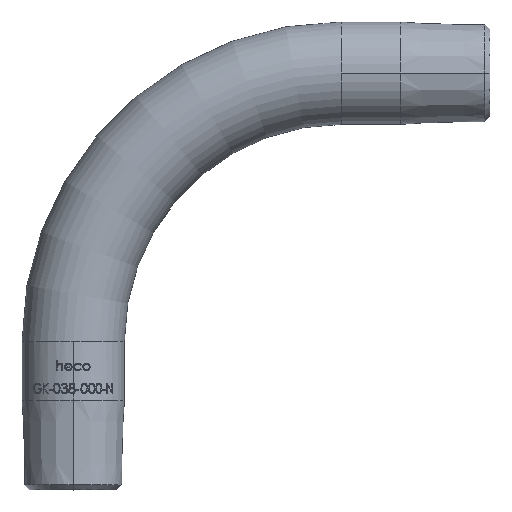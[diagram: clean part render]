
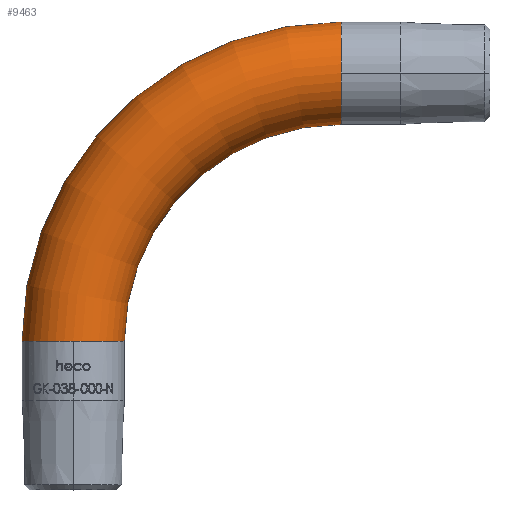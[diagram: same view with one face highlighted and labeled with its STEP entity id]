
A CAD part, top view. The second image highlights one B-rep face of the part: STEP entity #9463.
In plain terms, the highlighted toroidal (fillet/blend) face has major radius 45 mm and minor radius 8.6 mm.
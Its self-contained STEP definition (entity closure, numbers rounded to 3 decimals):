
#108 = CARTESIAN_POINT ( 'NONE',  ( 0., -45., 8.6 ) ) ;
#254 = DIRECTION ( 'NONE',  ( 0., 0., 1. ) ) ;
#1193 = DIRECTION ( 'NONE',  ( 0., 0., 1. ) ) ;
#1255 = VERTEX_POINT ( 'NONE', #108 ) ;
#1676 = EDGE_CURVE ( 'NONE', #5878, #16436, #18816, .T. ) ;
#2579 = CARTESIAN_POINT ( 'NONE',  ( 45., -45., 0. ) ) ;
#2796 = CARTESIAN_POINT ( 'NONE',  ( 8.6, -45., 0. ) ) ;
#2874 = AXIS2_PLACEMENT_3D ( 'NONE', #6392, #6602, #16614 ) ;
#2910 = CARTESIAN_POINT ( 'NONE',  ( 45., -8.6, 0. ) ) ;
#2981 = CARTESIAN_POINT ( 'NONE',  ( 0., -45., 0. ) ) ;
#3144 = EDGE_CURVE ( 'NONE', #16436, #1255, #18528, .T. ) ;
#3308 = CARTESIAN_POINT ( 'NONE',  ( 45., 0., 0. ) ) ;
#4367 = ORIENTED_EDGE ( 'NONE', *, *, #1676, .F. ) ;
#4960 = VERTEX_POINT ( 'NONE', #18424 ) ;
#4984 = VERTEX_POINT ( 'NONE', #13752 ) ;
#5154 = VERTEX_POINT ( 'NONE', #19125 ) ;
#5487 = CARTESIAN_POINT ( 'NONE',  ( 0., -45., 0. ) ) ;
#5878 = VERTEX_POINT ( 'NONE', #2910 ) ;
#6168 = ORIENTED_EDGE ( 'NONE', *, *, #15331, .T. ) ;
#6392 = CARTESIAN_POINT ( 'NONE',  ( 45., -45., 0. ) ) ;
#6602 = DIRECTION ( 'NONE',  ( 0., 0., 1. ) ) ;
#7811 = EDGE_CURVE ( 'NONE', #4960, #4984, #17644, .T. ) ;
#8778 = CARTESIAN_POINT ( 'NONE',  ( 45., 0., 0. ) ) ;
#8838 = AXIS2_PLACEMENT_3D ( 'NONE', #8778, #18853, #15463 ) ;
#9463 = ADVANCED_FACE ( 'NONE', ( #21043 ), #13145, .T. ) ;
#9993 = EDGE_CURVE ( 'NONE', #1255, #5154, #17881, .T. ) ;
#10909 = AXIS2_PLACEMENT_3D ( 'NONE', #2579, #16029, #16110 ) ;
#11034 = ORIENTED_EDGE ( 'NONE', *, *, #9993, .F. ) ;
#11142 = AXIS2_PLACEMENT_3D ( 'NONE', #5487, #12149, #254 ) ;
#11244 = DIRECTION ( 'NONE',  ( 0., -1., 0. ) ) ;
#11782 = CIRCLE ( 'NONE', #10909, 53.6 ) ;
#11995 = CARTESIAN_POINT ( 'NONE',  ( 45., -45., 0. ) ) ;
#12149 = DIRECTION ( 'NONE',  ( 0., -1., 0. ) ) ;
#13145 = TOROIDAL_SURFACE ( 'NONE', #2874, 45., 8.6 ) ;
#13752 = CARTESIAN_POINT ( 'NONE',  ( 45., 8.6, 0. ) ) ;
#15000 = ORIENTED_EDGE ( 'NONE', *, *, #3144, .F. ) ;
#15089 = AXIS2_PLACEMENT_3D ( 'NONE', #3308, #19991, #18160 ) ;
#15331 = EDGE_CURVE ( 'NONE', #4984, #5154, #11782, .T. ) ;
#15463 = DIRECTION ( 'NONE',  ( 0., 0., 1. ) ) ;
#15907 = CIRCLE ( 'NONE', #8838, 8.6 ) ;
#16017 = ORIENTED_EDGE ( 'NONE', *, *, #7811, .T. ) ;
#16029 = DIRECTION ( 'NONE',  ( 0., 0., 1. ) ) ;
#16110 = DIRECTION ( 'NONE',  ( 1., 0., 0. ) ) ;
#16395 = AXIS2_PLACEMENT_3D ( 'NONE', #11995, #18724, #20490 ) ;
#16436 = VERTEX_POINT ( 'NONE', #2796 ) ;
#16614 = DIRECTION ( 'NONE',  ( 1., 0., 0. ) ) ;
#17644 = CIRCLE ( 'NONE', #15089, 8.6 ) ;
#17881 = CIRCLE ( 'NONE', #11142, 8.6 ) ;
#18160 = DIRECTION ( 'NONE',  ( 0., 0., 1. ) ) ;
#18424 = CARTESIAN_POINT ( 'NONE',  ( 45., 0., 8.6 ) ) ;
#18499 = EDGE_CURVE ( 'NONE', #5878, #4960, #15907, .T. ) ;
#18528 = CIRCLE ( 'NONE', #20560, 8.6 ) ;
#18724 = DIRECTION ( 'NONE',  ( 0., 0., 1. ) ) ;
#18816 = CIRCLE ( 'NONE', #16395, 36.4 ) ;
#18853 = DIRECTION ( 'NONE',  ( -1., 0., 0. ) ) ;
#19125 = CARTESIAN_POINT ( 'NONE',  ( -8.6, -45., 0. ) ) ;
#19174 = EDGE_LOOP ( 'NONE', ( #16017, #6168, #11034, #15000, #4367, #21233 ) ) ;
#19991 = DIRECTION ( 'NONE',  ( -1., 0., 0. ) ) ;
#20490 = DIRECTION ( 'NONE',  ( 1., 0., 0. ) ) ;
#20560 = AXIS2_PLACEMENT_3D ( 'NONE', #2981, #11244, #1193 ) ;
#21043 = FACE_OUTER_BOUND ( 'NONE', #19174, .T. ) ;
#21233 = ORIENTED_EDGE ( 'NONE', *, *, #18499, .T. ) ;
